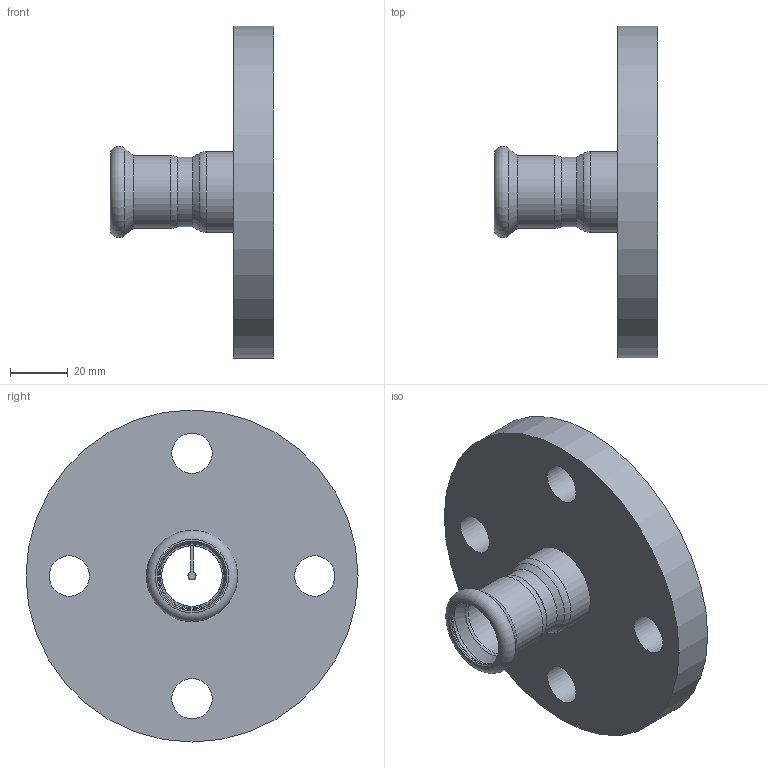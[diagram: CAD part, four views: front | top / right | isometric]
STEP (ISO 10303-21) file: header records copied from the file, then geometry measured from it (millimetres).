
FILE_DESCRIPTION(/* description */ (''),/* implementation_level */ '2;1');
FILE_NAME(/* name */ '34178.stp',/* time_stamp */ '2014-04-01T20:32:25+02:00',/* author */ ('bruh'),/* organization */ (''),/* preprocessor_version */ 'ST-DEVELOPER v15.2',/* originating_system */ 'Autodesk Inventor 2014',/* authorisation */ '');
FILE_SCHEMA (('AUTOMOTIVE_DESIGN { 1 0 10303 214 3 1 1 }'));
Length unit declared in the file: millimetre
Products named in the file (4): 100187; 432309 L43; 900023; 34178
Bounding box: 56.8 x 115 x 115 mm (x, y, z)
Volume: 134726.6 mm3; surface area: 34919.6 mm2
Topology: 3 solids, 3 shells, 40 faces, 81 edges, 50 vertices
Faces by surface type: cylinder 15, plane 12, cone 7, torus 6
Full cylindrical faces by diameter (mm): 14 x4, 21 x2, 22.2 x1, 23.2 x1, 24 x1, 25 x1, 25.3 x1, 26 x1, 28 x1, 115 x1
Entity records: 1015 total; most frequent: DIRECTION 188, CARTESIAN_POINT 145, ORIENTED_EDGE 102, AXIS2_PLACEMENT_3D 90, EDGE_LOOP 84, EDGE_CURVE 51, FACE_BOUND 49, VERTEX_POINT 47
